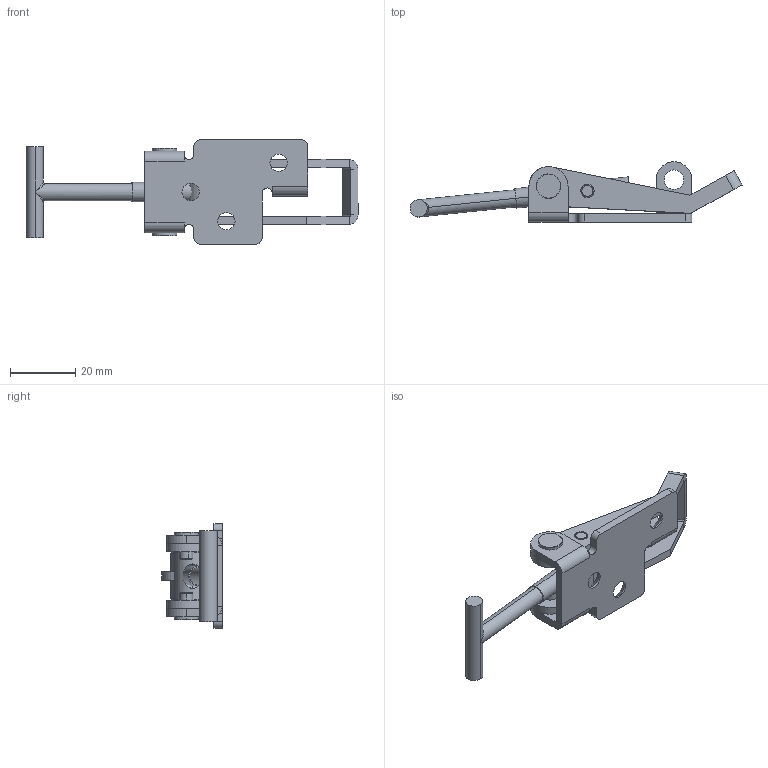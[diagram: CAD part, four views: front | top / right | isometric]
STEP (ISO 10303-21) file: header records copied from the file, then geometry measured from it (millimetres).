
FILE_DESCRIPTION (( 'STEP AP214' ), '1' );
FILE_NAME ('542003 - 702 T LC Stainless.STEP', '2017-02-07T10:47:18', ( '' ), ( '' ), 'SwSTEP 2.0', 'SolidWorks 2015', '' );
FILE_SCHEMA (( 'AUTOMOTIVE_DESIGN' ));
Length unit declared in the file: millimetre
Products named in the file (6): 702 - T-skruv M6; 702 - Rulle; 702 - Ansatsnit; 702 - Bygel; 702 - Platta LC; 542003 - 702 T LC Stainless
Assembly tree (6 placements, depth 2):
  542003 - 702 T LC Stainless
    702 - Platta LC
    702 - Bygel
    702 - Ansatsnit  x2
    702 - Rulle
    702 - T-skruv M6
Bounding box: 101.87 x 18.5 x 32 mm (x, y, z)
Volume: 10078 mm3; surface area: 9879.4 mm2
Topology: 6 solids, 6 shells, 161 faces, 362 edges, 216 vertices
Faces by surface type: cylinder 71, plane 66, cone 18, torus 4, bspline 2
Entity records: 4648 total; most frequent: CARTESIAN_POINT 978, DIRECTION 772, ORIENTED_EDGE 664, EDGE_CURVE 332, AXIS2_PLACEMENT_3D 296, VERTEX_POINT 200, LINE 180, VECTOR 180
